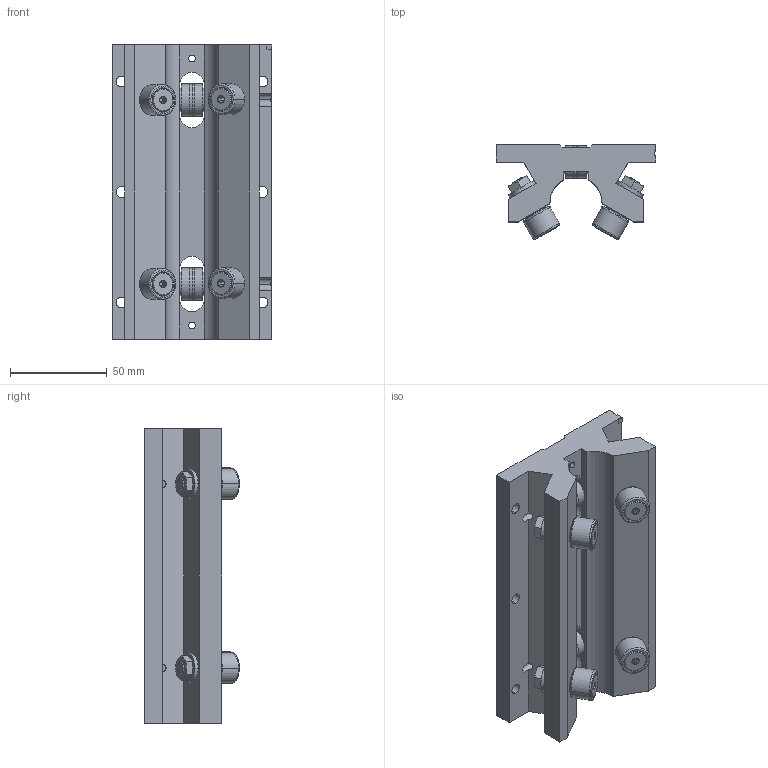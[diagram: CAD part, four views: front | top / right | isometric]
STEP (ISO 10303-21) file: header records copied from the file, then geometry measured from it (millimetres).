
FILE_DESCRIPTION (( 'STEP AP214' ), '1' );
FILE_NAME ('RollerBearing_8B76040B6E.step', '2022-10-12T18:37:02', ( '' ), ( '' ), 'SwSTEP 2.0', 'SolidWorks 2019', '' );
FILE_SCHEMA (( 'AUTOMOTIVE_DESIGN' ));
Length unit declared in the file: inch
Products named in the file (3): RollerBearing_8B76040B6E; VvJsuPuV0N_CADModel_0
Assembly tree (1 placements, depth 2):
  RollerBearing_8B76040B6E
    VvJsuPuV0N_CADModel_0
  VvJsuPuV0N_CADModel_0
Bounding box: 82.55 x 48.96 x 152.4 mm (x, y, z)
Volume: 278351.8 mm3; surface area: 67690.7 mm2
Topology: 17 solids, 17 shells, 535 faces, 1281 edges, 796 vertices
Faces by surface type: plane 222, cylinder 165, cone 124, bspline 16, torus 8
Entity records: 23209 total; most frequent: CARTESIAN_POINT 3481, DIRECTION 2683, ORIENTED_EDGE 2530, EDGE_CURVE 1265, AXIS2_PLACEMENT_3D 1034, VERTEX_POINT 796, EDGE_LOOP 619, LINE 615
